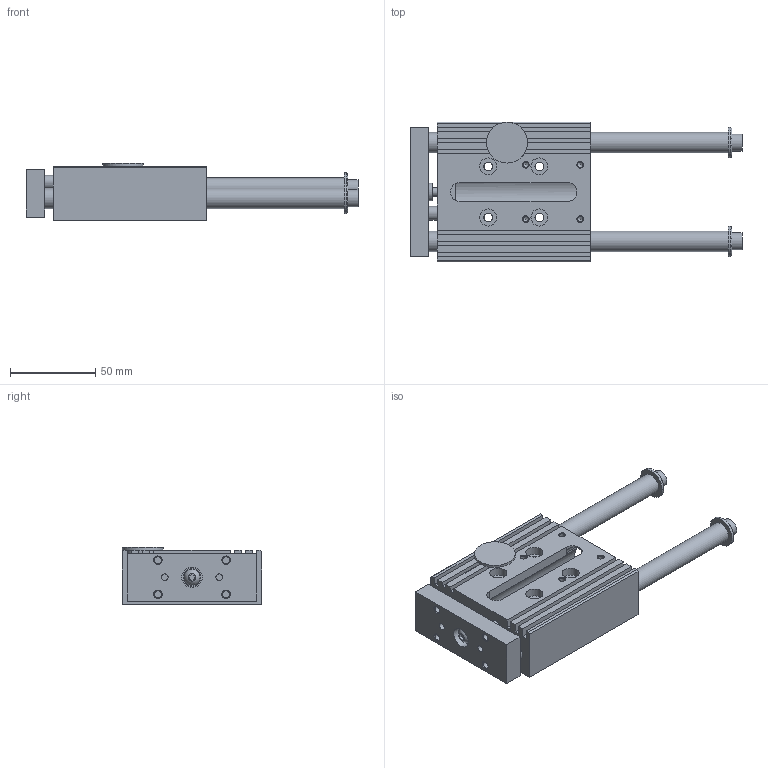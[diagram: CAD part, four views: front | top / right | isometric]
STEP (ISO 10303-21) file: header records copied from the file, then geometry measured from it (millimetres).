
FILE_DESCRIPTION( ( 'STEP AP214' ), '1' );
FILE_NAME( '8301008.step', '2010-06-10T05:50:36', ( ' ' ), ( ' ' ), 'XStep 1.0', ' ', ' ' );
FILE_SCHEMA( ( 'automotive_design' ) );
Length unit declared in the file: millimetre
Products named in the file (2): 1; 2
Bounding box: 195 x 82 x 33.5 mm (x, y, z)
Volume: 224378.3 mm3; surface area: 68504.2 mm2
Topology: 2 solids, 3 shells, 208 faces, 512 edges, 331 vertices
Faces by surface type: plane 115, cylinder 65, cone 27, sphere 1
Full cylindrical faces by diameter (mm): 3.242 x8, 4.02 x2, 4.134 x4, 4.918 x8, 5 x2, 5.02 x2, 5.2 x4, 6.5 x1, 8 x1, 10 x6, 10.5 x2, 12 x7, 18 x3, 20 x1, 24 x1
Entity records: 7357 total; most frequent: CARTESIAN_POINT 1106, DIRECTION 968, ORIENTED_EDGE 790, EDGE_CURVE 395, AXIS2_PLACEMENT_3D 369, EDGE_LOOP 340, VERTEX_POINT 299, FACE_OUTER_BOUND 261
